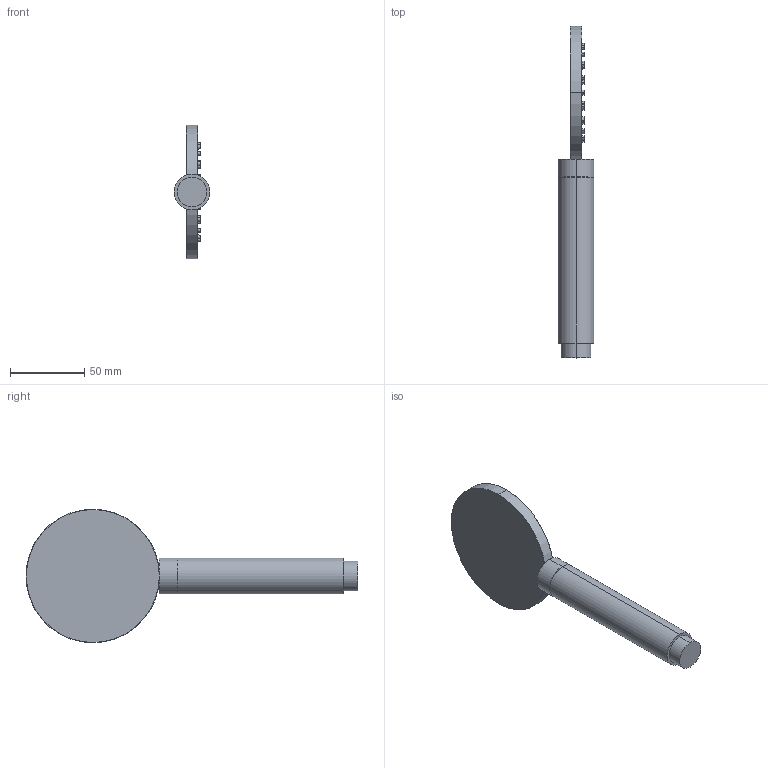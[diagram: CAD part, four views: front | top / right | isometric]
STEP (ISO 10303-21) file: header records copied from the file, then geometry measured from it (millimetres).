
FILE_DESCRIPTION (( 'STEP AP214' ), '1' );
FILE_NAME ('CHUVEIRO DE MAO ALMAR.STEP', '2022-07-29T10:11:59', ( 'Solid' ), ( '' ), 'SwSTEP 2.0', 'SolidWorks 2019', '' );
FILE_SCHEMA (( 'AUTOMOTIVE_DESIGN' ));
Length unit declared in the file: millimetre
Products named in the file (1): CHUVEIRO DE MAO ALMAR
Bounding box: 24 x 223.65 x 90 mm (x, y, z)
Volume: 109828.5 mm3; surface area: 30009.4 mm2
Topology: 42 solids, 42 shells, 392 faces, 782 edges, 520 vertices
Faces by surface type: cone 160, plane 131, cylinder 97, torus 4
Entity records: 13747 total; most frequent: DIRECTION 2082, CARTESIAN_POINT 1793, ORIENTED_EDGE 1564, AXIS2_PLACEMENT_3D 911, EDGE_CURVE 782, VERTEX_POINT 520, EDGE_LOOP 518, CIRCLE 518
